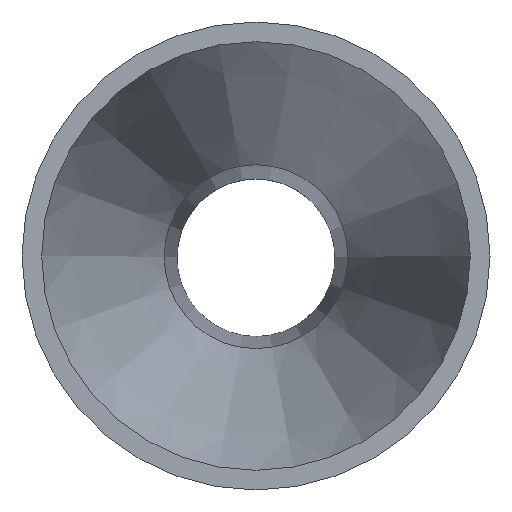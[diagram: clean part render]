
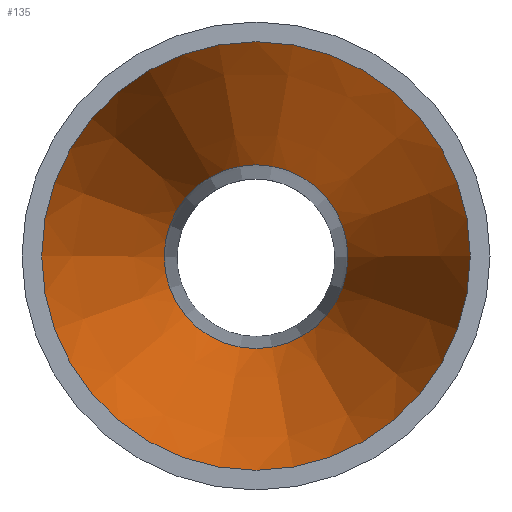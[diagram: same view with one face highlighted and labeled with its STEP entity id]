
A CAD part, top view. The second image highlights one B-rep face of the part: STEP entity #135.
In plain terms, the highlighted conical face has half-angle 16.699 degrees and reference radius 3.25 mm.
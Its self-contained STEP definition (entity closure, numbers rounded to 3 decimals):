
#25=FACE_OUTER_BOUND('',#35,.T.);
#35=EDGE_LOOP('',(#107,#108,#109,#110));
#44=LINE('',#245,#51);
#51=VECTOR('',#204,3.25);
#59=CIRCLE('',#162,2.037);
#62=CIRCLE('',#166,4.75);
#69=VERTEX_POINT('',#235);
#72=VERTEX_POINT('',#243);
#81=EDGE_CURVE('',#69,#69,#59,.T.);
#85=EDGE_CURVE('',#72,#72,#62,.T.);
#86=EDGE_CURVE('',#72,#69,#44,.T.);
#107=ORIENTED_EDGE('',*,*,#85,.T.);
#108=ORIENTED_EDGE('',*,*,#86,.T.);
#109=ORIENTED_EDGE('',*,*,#81,.F.);
#110=ORIENTED_EDGE('',*,*,#86,.F.);
#129=CONICAL_SURFACE('',#165,3.25,0.291);
#135=ADVANCED_FACE('',(#25),#129,.F.);
#162=AXIS2_PLACEMENT_3D('',#236,#193,#194);
#165=AXIS2_PLACEMENT_3D('',#242,#200,#201);
#166=AXIS2_PLACEMENT_3D('',#244,#202,#203);
#193=DIRECTION('center_axis',(0.,0.,1.));
#194=DIRECTION('ref_axis',(-1.,0.,0.));
#200=DIRECTION('center_axis',(0.,0.,1.));
#201=DIRECTION('ref_axis',(-1.,0.,0.));
#202=DIRECTION('center_axis',(0.,0.,1.));
#203=DIRECTION('ref_axis',(-1.,0.,0.));
#204=DIRECTION('',(-0.287,0.,-0.958));
#235=CARTESIAN_POINT('',(2.037,-23.,15.958));
#236=CARTESIAN_POINT('Origin',(0.,-23.,15.958));
#242=CARTESIAN_POINT('Origin',(0.,-23.,20.));
#243=CARTESIAN_POINT('',(4.75,-23.,25.));
#244=CARTESIAN_POINT('Origin',(0.,-23.,25.));
#245=CARTESIAN_POINT('',(3.25,-23.,20.));
